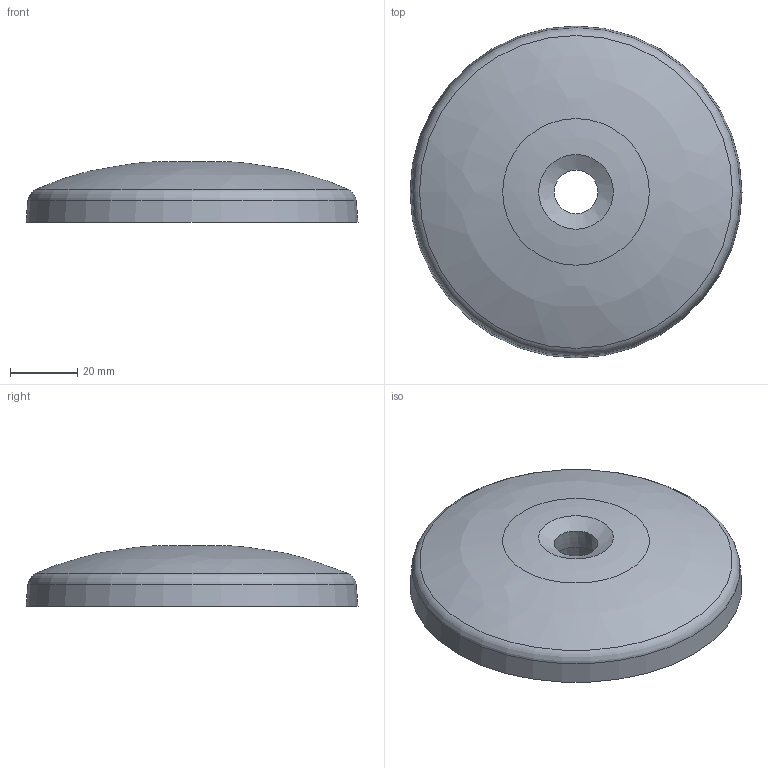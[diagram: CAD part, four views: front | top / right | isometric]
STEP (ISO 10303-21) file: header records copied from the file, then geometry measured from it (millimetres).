
FILE_DESCRIPTION(/* description */ ('Teller 100 für feste Stellfüße'),/* implementation_level */ '2;1');
FILE_NAME(/* name */ '203600406 Teller 100 für feste Stellfüße.stp',/* time_stamp */ '2020-02-12T09:52:12+01:00',/* author */ ('wheldmann'),/* organization */ (''),/* preprocessor_version */ 'ST-DEVELOPER v17.2',/* originating_system */ 'Autodesk Inventor 2019',/* authorisation */ '');
FILE_SCHEMA (('AUTOMOTIVE_DESIGN { 1 0 10303 214 3 1 1 }'));
Length unit declared in the file: millimetre
Products named in the file (1): 203600406
Bounding box: 99 x 99 x 18 mm (x, y, z)
Volume: 43377.4 mm3; surface area: 21931.3 mm2
Topology: 1 solids, 1 shells, 18 faces, 48 edges, 33 vertices
Faces by surface type: cone 6, torus 5, bspline 2, cylinder 2, plane 2, sphere 1
Full cylindrical faces by diameter (mm): 30 x1, 88 x1
Entity records: 685 total; most frequent: CARTESIAN_POINT 152, DIRECTION 122, ORIENTED_EDGE 96, AXIS2_PLACEMENT_3D 57, EDGE_CURVE 48, CIRCLE 40, VERTEX_POINT 33, EDGE_LOOP 21
